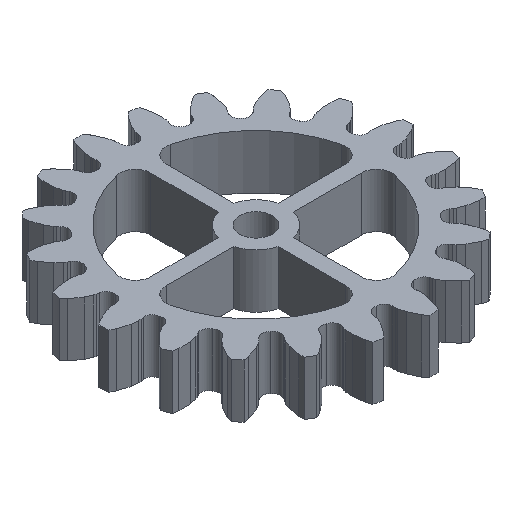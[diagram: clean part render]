
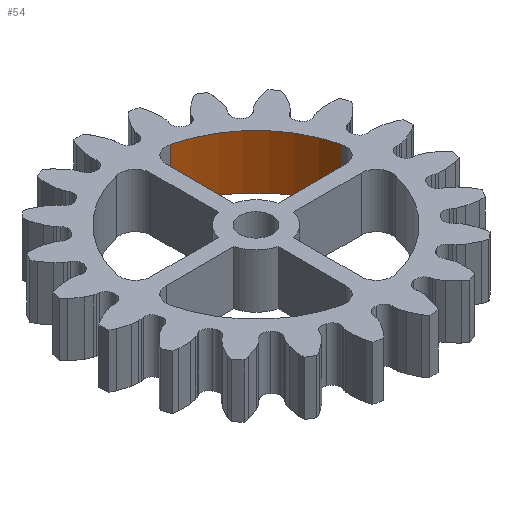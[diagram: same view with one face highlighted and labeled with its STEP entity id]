
A CAD part, isometric view. The second image highlights one B-rep face of the part: STEP entity #54.
In plain terms, the highlighted cylindrical face has radius 15 mm (diameter 30 mm), a partial arc.
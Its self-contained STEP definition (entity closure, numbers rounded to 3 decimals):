
#54=ADVANCED_FACE('',(#397),#399,.F.);
#397=FACE_BOUND('',#398,.T.);
#398=EDGE_LOOP('',(#2952,#2953,#2954,#2955));
#399=CYLINDRICAL_SURFACE('',#400,15.);
#400=AXIS2_PLACEMENT_3D('',#401,#402,#403);
#401=CARTESIAN_POINT('',(0.,0.,0.));
#402=DIRECTION('',(0.,0.,1.));
#403=DIRECTION('',(0.,-1.,0.));
#2952=ORIENTED_EDGE('',*,*,#4652,.F.);
#2953=ORIENTED_EDGE('',*,*,#4642,.F.);
#2954=ORIENTED_EDGE('',*,*,#4653,.F.);
#2955=ORIENTED_EDGE('',*,*,#4353,.F.);
#4353=EDGE_CURVE('',#5484,#5487,#5488,.T.);
#4642=EDGE_CURVE('',#6063,#6055,#6065,.F.);
#4652=EDGE_CURVE('',#6055,#5484,#6076,.F.);
#4653=EDGE_CURVE('',#5487,#6063,#6077,.T.);
#5484=VERTEX_POINT('',#7536);
#5487=VERTEX_POINT('',#7542);
#5488=CIRCLE('',#7543,15.);
#6055=VERTEX_POINT('',#8754);
#6063=VERTEX_POINT('',#8772);
#6065=CIRCLE('',#8777,15.);
#6076=LINE('',#8810,#8811);
#6077=LINE('',#8813,#8814);
#7536=CARTESIAN_POINT('',(14.595,3.462,0.));
#7542=CARTESIAN_POINT('',(3.462,14.595,0.));
#7543=AXIS2_PLACEMENT_3D('',#7544,#7545,#7546);
#7544=CARTESIAN_POINT('',(0.,0.,0.));
#7545=DIRECTION('',(0.,0.,1.));
#7546=DIRECTION('',(0.973,0.231,0.));
#8754=CARTESIAN_POINT('',(14.595,3.462,7.));
#8772=CARTESIAN_POINT('',(3.462,14.595,7.));
#8777=AXIS2_PLACEMENT_3D('',#8778,#8779,#8780);
#8778=CARTESIAN_POINT('',(0.,0.,7.));
#8779=DIRECTION('',(0.,0.,1.));
#8780=DIRECTION('',(0.973,0.231,0.));
#8810=CARTESIAN_POINT('',(14.595,3.462,0.));
#8811=VECTOR('',#8812,1.);
#8812=DIRECTION('',(0.,0.,1.));
#8813=CARTESIAN_POINT('',(3.462,14.595,0.));
#8814=VECTOR('',#8815,1.);
#8815=DIRECTION('',(0.,0.,1.));
